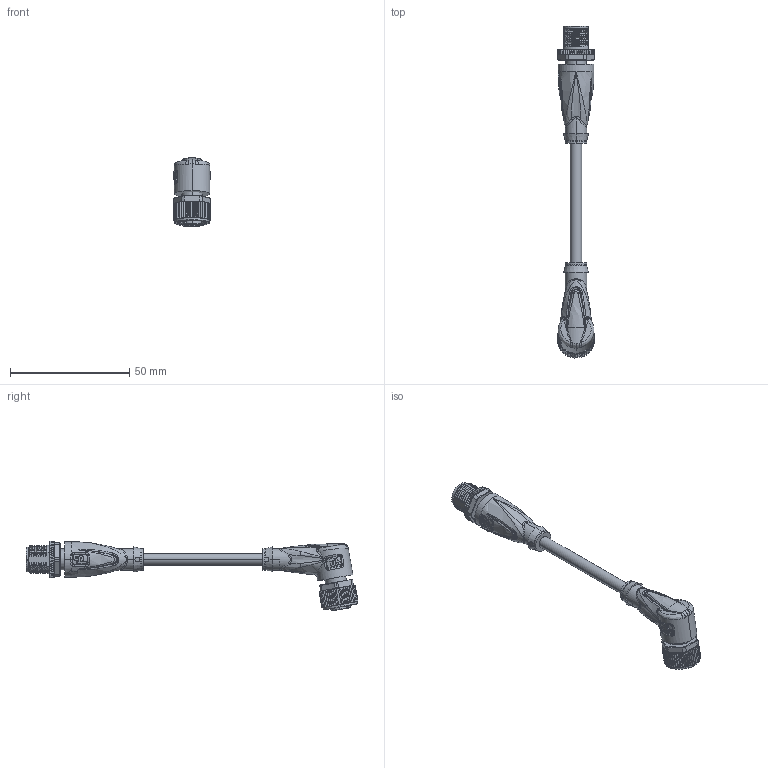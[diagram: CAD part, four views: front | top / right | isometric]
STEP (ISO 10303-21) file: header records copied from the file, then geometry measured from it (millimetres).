
FILE_DESCRIPTION(('STEP AP214'),'1');
FILE_NAME('cctmp_8A8248BF-6049-4318-993D-012FA3E1AD1F_2022_04_27_10_57_29_0409..stp','2022-04-27T08:57:39',('KiM GmbH'),('CADClick - www.CADClick.com'),'Spatial InterOp 3D postprocessed',' ','unknown authorization');
FILE_SCHEMA(('AUTOMOTIVE_DESIGN'));
Length unit declared in the file: millimetre
Products named in the file (9): Connection2; Connection2_2; Connection2_1; T193856_1; Cable; Connection1; Connection1_2; Connection1_1; T193856
Assembly tree (8 placements, depth 4):
  T193856
    T193856_1
      Connection2
        Connection2_2
        Connection2_1
      Cable
      Connection1
        Connection1_2
        Connection1_1
Bounding box: 15.4 x 138.96 x 29.23 mm (x, y, z)
Volume: 12465.5 mm3; surface area: 9133.4 mm2
Topology: 7 solids, 29 shells, 2226 faces, 5793 edges, 3655 vertices
Faces by surface type: plane 977, cylinder 490, torus 323, bspline 290, cone 134, sphere 8, extrusion 4
Entity records: 106433 total; most frequent: CARTESIAN_POINT 47040, ORIENTED_EDGE 11498, DIRECTION 10252, EDGE_CURVE 5771, AXIS2_PLACEMENT_3D 3698, VERTEX_POINT 3655, VECTOR 2856, LINE 2852
